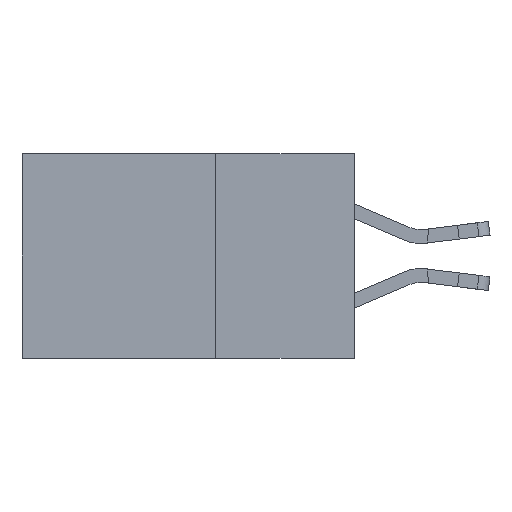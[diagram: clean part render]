
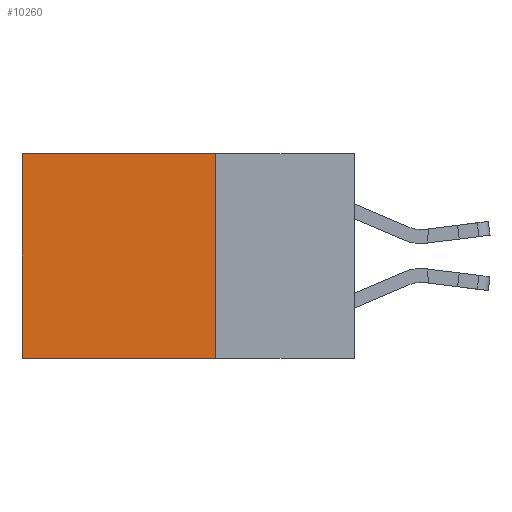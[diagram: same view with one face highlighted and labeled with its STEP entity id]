
A CAD part, left-side view. The second image highlights one B-rep face of the part: STEP entity #10260.
In plain terms, the highlighted planar face has unit normal (-1, 0, 0).
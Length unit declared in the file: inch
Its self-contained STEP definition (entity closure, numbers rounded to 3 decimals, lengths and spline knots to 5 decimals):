
#524 = CARTESIAN_POINT ( 'NONE',  ( 0.298, 0.25, 0. ) ) ;
#595 = VECTOR ( 'NONE', #6736, 39.37008 ) ;
#1224 = CARTESIAN_POINT ( 'NONE',  ( 0.298, 0.6, 0. ) ) ;
#1444 = CARTESIAN_POINT ( 'NONE',  ( 0.298, 0.6, 0. ) ) ;
#1452 = AXIS2_PLACEMENT_3D ( 'NONE', #6988, #1770, #9089 ) ;
#1453 = VERTEX_POINT ( 'NONE', #5368 ) ;
#1543 = DIRECTION ( 'NONE',  ( 0., 1., 0. ) ) ;
#1770 = DIRECTION ( 'NONE',  ( 1., 0., 0. ) ) ;
#2241 = ORIENTED_EDGE ( 'NONE', *, *, #3203, .T. ) ;
#2299 = LINE ( 'NONE', #11911, #13321 ) ;
#2362 = VERTEX_POINT ( 'NONE', #4037 ) ;
#2783 = ORIENTED_EDGE ( 'NONE', *, *, #12623, .F. ) ;
#2947 = VERTEX_POINT ( 'NONE', #11452 ) ;
#3049 = VERTEX_POINT ( 'NONE', #1224 ) ;
#3203 = EDGE_CURVE ( 'NONE', #3049, #2947, #9930, .T. ) ;
#3353 = LINE ( 'NONE', #8806, #595 ) ;
#4037 = CARTESIAN_POINT ( 'NONE',  ( 0.298, 0.25, -0.37 ) ) ;
#5368 = CARTESIAN_POINT ( 'NONE',  ( 0.298, 0.25, 0. ) ) ;
#6612 = EDGE_CURVE ( 'NONE', #2362, #2947, #2299, .T. ) ;
#6736 = DIRECTION ( 'NONE',  ( 0., 0., -1. ) ) ;
#6988 = CARTESIAN_POINT ( 'NONE',  ( 0.298, 0.25, 0. ) ) ;
#7136 = VECTOR ( 'NONE', #11856, 39.37008 ) ;
#7237 = EDGE_LOOP ( 'NONE', ( #2241, #12344, #2783, #10785 ) ) ;
#7759 = EDGE_CURVE ( 'NONE', #1453, #3049, #12827, .T. ) ;
#8011 = VECTOR ( 'NONE', #8868, 39.37008 ) ;
#8806 = CARTESIAN_POINT ( 'NONE',  ( 0.298, 0.25, 0. ) ) ;
#8868 = DIRECTION ( 'NONE',  ( 0., 1., 0. ) ) ;
#9089 = DIRECTION ( 'NONE',  ( 0., 0., -1. ) ) ;
#9638 = FACE_OUTER_BOUND ( 'NONE', #7237, .T. ) ;
#9930 = LINE ( 'NONE', #1444, #7136 ) ;
#10260 = ADVANCED_FACE ( 'NONE', ( #9638 ), #13162, .F. ) ;
#10785 = ORIENTED_EDGE ( 'NONE', *, *, #7759, .T. ) ;
#11452 = CARTESIAN_POINT ( 'NONE',  ( 0.298, 0.6, -0.37 ) ) ;
#11856 = DIRECTION ( 'NONE',  ( 0., 0., -1. ) ) ;
#11911 = CARTESIAN_POINT ( 'NONE',  ( 0.298, 0.25, -0.37 ) ) ;
#12344 = ORIENTED_EDGE ( 'NONE', *, *, #6612, .F. ) ;
#12623 = EDGE_CURVE ( 'NONE', #1453, #2362, #3353, .T. ) ;
#12827 = LINE ( 'NONE', #524, #8011 ) ;
#13162 = PLANE ( 'NONE',  #1452 ) ;
#13321 = VECTOR ( 'NONE', #1543, 39.37008 ) ;
